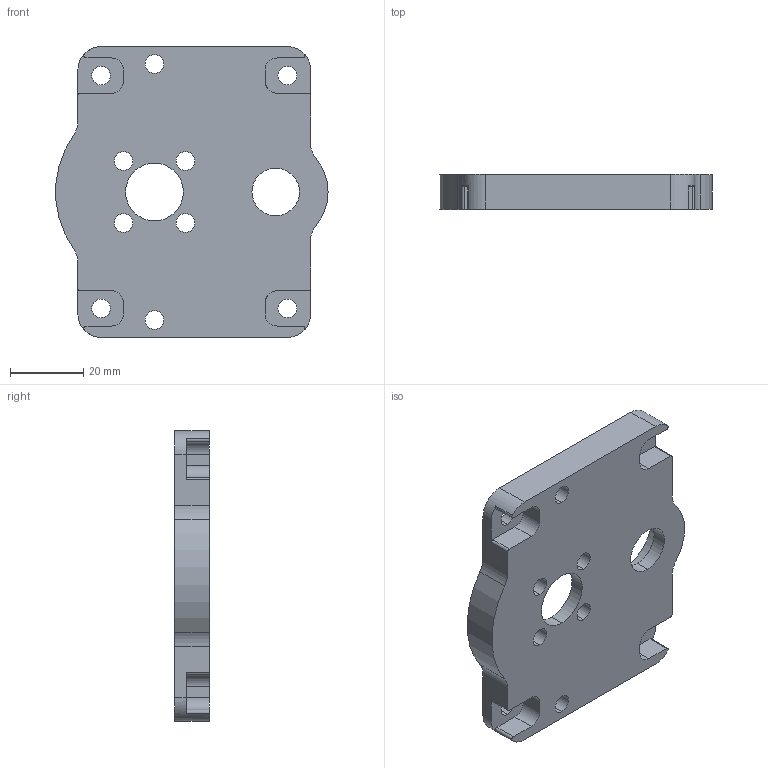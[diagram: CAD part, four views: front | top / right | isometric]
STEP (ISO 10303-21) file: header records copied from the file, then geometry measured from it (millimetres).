
FILE_DESCRIPTION (( 'STEP AP203' ), '1' );
FILE_NAME ('am-3017b Swerve and Steer Gear Plate.STEP', '2020-08-25T21:51:14', ( '' ), ( '' ), 'SwSTEP 2.0', 'SolidWorks 2019', '' );
FILE_SCHEMA (( 'CONFIG_CONTROL_DESIGN' ));
Length unit declared in the file: inch
Products named in the file (1): am-3017b Swerve and Steer Gear Plate
Bounding box: 74.24 x 9.53 x 79.38 mm (x, y, z)
Volume: 28871.4 mm3; surface area: 15228.9 mm2
Topology: 1 solids, 1 shells, 84 faces, 252 edges, 168 vertices
Faces by surface type: cylinder 56, plane 28
Entity records: 3035 total; most frequent: DIRECTION 546, CARTESIAN_POINT 505, ORIENTED_EDGE 504, EDGE_CURVE 252, AXIS2_PLACEMENT_3D 209, VERTEX_POINT 168, VECTOR 128, LINE 128
